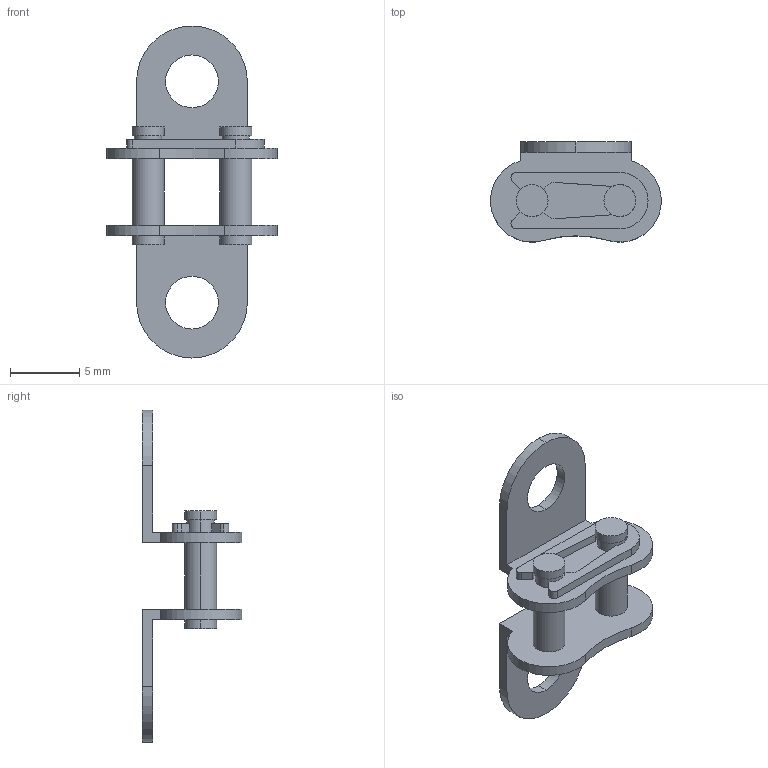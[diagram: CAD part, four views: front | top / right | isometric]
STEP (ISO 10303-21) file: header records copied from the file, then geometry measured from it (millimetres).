
FILE_DESCRIPTION (( 'STEP AP203' ), '1' );
FILE_NAME ('am-4181_25 25 Chain Attachment Link.STEP', '2020-06-12T19:42:49', ( '' ), ( '' ), 'SwSTEP 2.0', 'SolidWorks 2019', '' );
FILE_SCHEMA (( 'CONFIG_CONTROL_DESIGN' ));
Length unit declared in the file: inch
Products named in the file (1): am-4181_25 25 Chain Attachment Link
Bounding box: 12.34 x 7.23 x 24 mm (x, y, z)
Volume: 261.9 mm3; surface area: 752.4 mm2
Topology: 2 solids, 2 shells, 69 faces, 171 edges, 114 vertices
Faces by surface type: cylinder 41, plane 28
Entity records: 2176 total; most frequent: DIRECTION 393, CARTESIAN_POINT 355, ORIENTED_EDGE 342, EDGE_CURVE 171, AXIS2_PLACEMENT_3D 152, VERTEX_POINT 114, LINE 89, VECTOR 89
